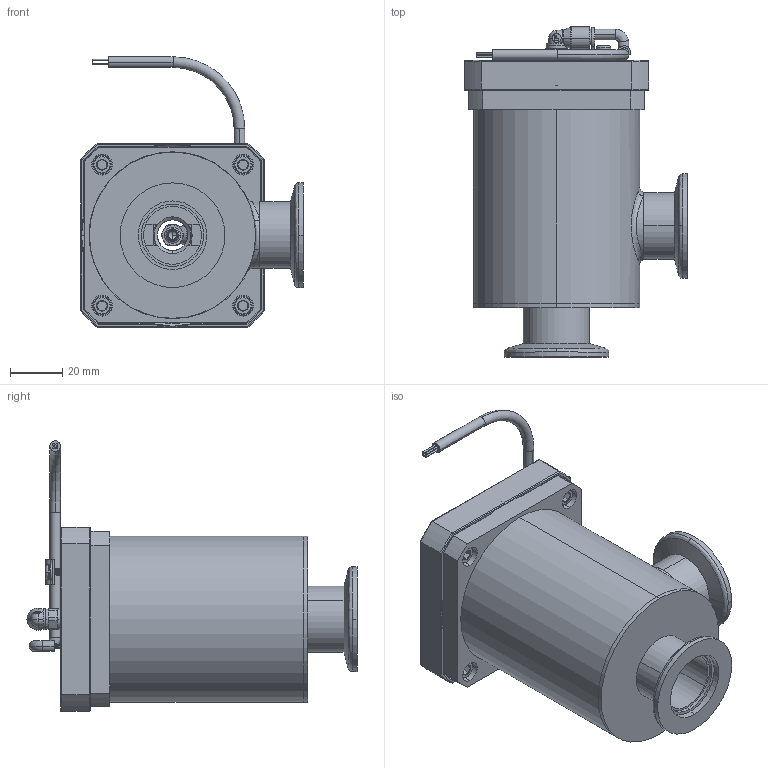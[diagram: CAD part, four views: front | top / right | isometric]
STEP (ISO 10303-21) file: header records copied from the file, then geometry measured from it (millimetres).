
FILE_DESCRIPTION (( 'STEP AP214' ), '1' );
FILE_NAME ('NAP-S03120.STEP', '2023-06-12T17:20:53', ( '' ), ( '' ), 'SwSTEP 2.0', 'SolidWorks 2020', '' );
FILE_SCHEMA (( 'AUTOMOTIVE_DESIGN' ));
Length unit declared in the file: inch
Products named in the file (1): NAP-S03120
Bounding box: 85.19 x 126.1 x 103.32 mm (x, y, z)
Volume: 105345.7 mm3; surface area: 101967.4 mm2
Topology: 33 solids, 33 shells, 2231 faces, 6021 edges, 3918 vertices
Faces by surface type: plane 843, cylinder 658, cone 504, bspline 143, torus 80, sphere 3
Entity records: 117926 total; most frequent: CARTESIAN_POINT 35051, ORIENTED_EDGE 12038, DIRECTION 10405, EDGE_CURVE 6019, VERTEX_POINT 3918, AXIS2_PLACEMENT_3D 3851, VECTOR 2703, LINE 2703
